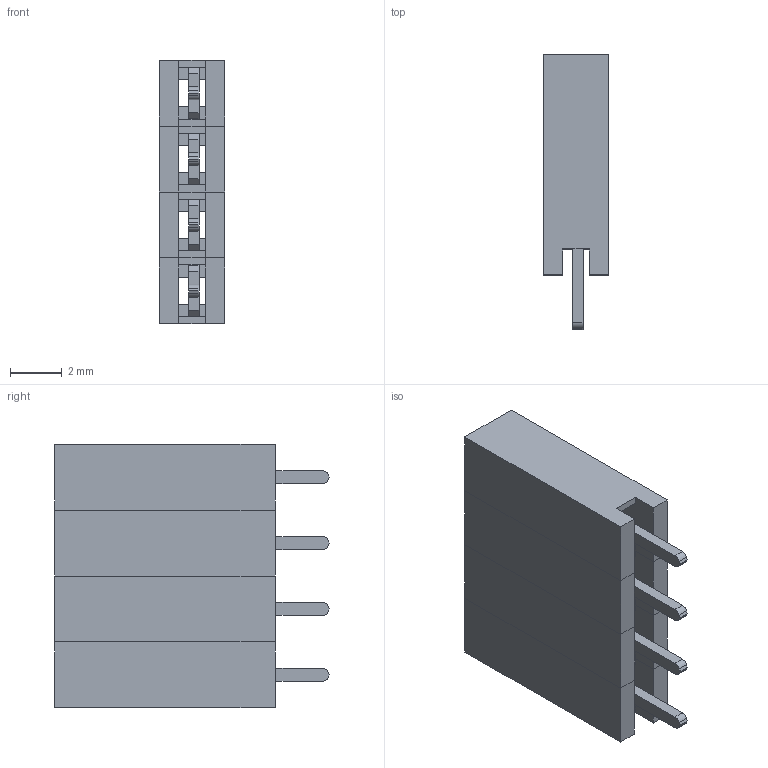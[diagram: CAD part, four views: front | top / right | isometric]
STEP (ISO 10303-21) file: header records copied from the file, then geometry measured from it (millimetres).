
FILE_DESCRIPTION(('HOOPS Exchange Step'),'2;1');
FILE_NAME('Header_4.step','2019-03-16T14:52:43+00:00',('SYSTEM'),('Unknown organisation'),'HOOPS Exchange 10.0','HOOPS Exchange','Unknown authorisation');
FILE_SCHEMA( ('AUTOMOTIVE_DESIGN { 1 0 10303 214 1 1 1 1 }') );
Length unit declared in the file: millimetre
Products named in the file (5): header-1; pin-1; Default; Header_4
Assembly tree (7 placements, depth 4):
  Header_4
    Default
      header-1  x4
        header-1
        pin-1
Bounding box: 2.54 x 10.59 x 10.16 mm (x, y, z)
Volume: 159.3 mm3; surface area: 689.7 mm2
Topology: 8 solids, 8 shells, 168 faces, 456 edges, 304 vertices
Faces by surface type: plane 152, cylinder 16
Entity records: 1458 total; most frequent: CARTESIAN_POINT 244, DIRECTION 230, ORIENTED_EDGE 228, EDGE_CURVE 114, VECTOR 106, LINE 106, VERTEX_POINT 76, AXIS2_PLACEMENT_3D 62
